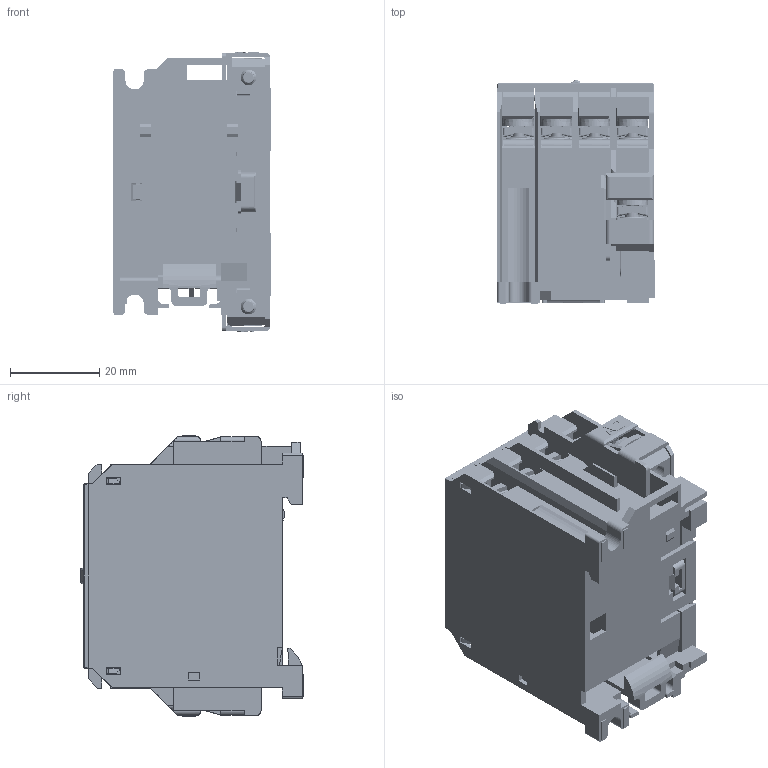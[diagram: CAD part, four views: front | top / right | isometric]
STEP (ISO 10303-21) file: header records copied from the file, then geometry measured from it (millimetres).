
FILE_DESCRIPTION((''),'2;1');
FILE_NAME('K03_ASM','2024-04-09T12:46:19',('frozman'),('Audax d.o.o.'),'CREO PARAMETRIC BY PTC INC, 2020281','CREO PARAMETRIC BY PTC INC, 2020281','');
FILE_SCHEMA(('AP242_MANAGED_MODEL_BASED_3D_ENGINEERING_MIM_LF { 1 0 10303 442 1 1 4 }'));
Products named in the file (21): 37422271_BREZ_OSI; 37250656; 37422273; 37422274; 37422275; 38552233; 37200667_AF0; 38552233V_ASM; 38552227; 37200667_AF1; 38552227V_ASM; 38422386_ASM; 37551750; 37551751; 38552231; 38552232; 38300099-VIJAK; 38300099-PODL; 38300099_ASM; 37422272; K03_ASM
Assembly tree (37 placements, depth 4):
  K03_ASM
    37422271_BREZ_OSI
    37250656
    37422273
    38422386_ASM
      37422274
      37422275
      38552233V_ASM  x3
        38552233
        37200667_AF0
      38552227V_ASM
        38552227
        37200667_AF1
    37551750
    37551751
    38552231  x4
    38552232  x4
    38300099_ASM  x10
      38300099-VIJAK
      38300099-PODL
    37422272
Bounding box: 35.2 x 50.1 x 62.8 mm (x, y, z)
Volume: 29733.2 mm3; surface area: 53785.7 mm2
Topology: 44 solids, 44 shells, 5331 faces, 14514 edges, 9286 vertices
Faces by surface type: plane 3133, cylinder 1440, torus 321, bspline 265, cone 133, sphere 39
Entity records: 132635 total; most frequent: CARTESIAN_POINT 37939, ORIENTED_EDGE 17814, DIRECTION 16563, EDGE_CURVE 8907, VECTOR 7025, LINE 7025, VERTEX_POINT 5764, AXIS2_PLACEMENT_3D 4769
